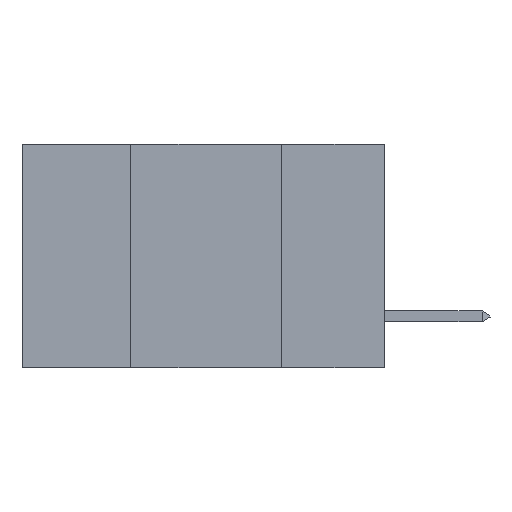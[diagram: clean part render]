
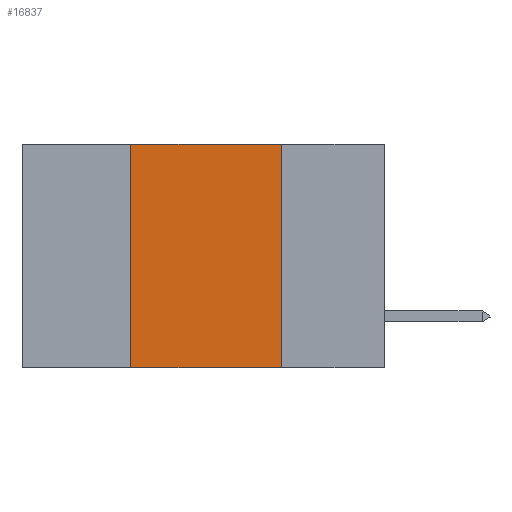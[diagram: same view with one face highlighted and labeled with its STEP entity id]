
A CAD part, left-side view. The second image highlights one B-rep face of the part: STEP entity #16837.
In plain terms, the highlighted planar face has unit normal (-1, 0, 0).
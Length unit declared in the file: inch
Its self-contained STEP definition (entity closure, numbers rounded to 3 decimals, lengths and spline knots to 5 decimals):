
#353 = ORIENTED_EDGE ( 'NONE', *, *, #3223, .F. ) ;
#770 = DIRECTION ( 'NONE',  ( 0., 0., -1. ) ) ;
#904 = PLANE ( 'NONE',  #16828 ) ;
#1900 = VERTEX_POINT ( 'NONE', #2156 ) ;
#2156 = CARTESIAN_POINT ( 'NONE',  ( 0., 0.42, 0. ) ) ;
#3023 = LINE ( 'NONE', #3697, #17040 ) ;
#3223 = EDGE_CURVE ( 'NONE', #11935, #1900, #19103, .T. ) ;
#3697 = CARTESIAN_POINT ( 'NONE',  ( 0., 0.17, 0. ) ) ;
#6596 = DIRECTION ( 'NONE',  ( 0., -1., 0. ) ) ;
#7038 = DIRECTION ( 'NONE',  ( 0., 0., -1. ) ) ;
#7335 = EDGE_CURVE ( 'NONE', #11345, #20122, #3023, .T. ) ;
#8033 = EDGE_LOOP ( 'NONE', ( #14492, #17542, #353, #14093 ) ) ;
#8096 = CARTESIAN_POINT ( 'NONE',  ( 0., 0.17, -0.37 ) ) ;
#8364 = VECTOR ( 'NONE', #17514, 39.37008 ) ;
#8472 = LINE ( 'NONE', #9692, #15705 ) ;
#8999 = EDGE_CURVE ( 'NONE', #11935, #20122, #8472, .T. ) ;
#9290 = DIRECTION ( 'NONE',  ( 0., -1., 0. ) ) ;
#9692 = CARTESIAN_POINT ( 'NONE',  ( 0., 0.6, -0.37 ) ) ;
#11345 = VERTEX_POINT ( 'NONE', #15249 ) ;
#11837 = EDGE_CURVE ( 'NONE', #1900, #11345, #13856, .T. ) ;
#11935 = VERTEX_POINT ( 'NONE', #12349 ) ;
#12349 = CARTESIAN_POINT ( 'NONE',  ( 0., 0.42, -0.37 ) ) ;
#13662 = CARTESIAN_POINT ( 'NONE',  ( 0., 0.6, 0. ) ) ;
#13856 = LINE ( 'NONE', #18872, #20129 ) ;
#14093 = ORIENTED_EDGE ( 'NONE', *, *, #8999, .T. ) ;
#14492 = ORIENTED_EDGE ( 'NONE', *, *, #7335, .F. ) ;
#15249 = CARTESIAN_POINT ( 'NONE',  ( 0., 0.17, 0. ) ) ;
#15323 = FACE_OUTER_BOUND ( 'NONE', #8033, .T. ) ;
#15705 = VECTOR ( 'NONE', #6596, 39.37008 ) ;
#16732 = DIRECTION ( 'NONE',  ( 1., 0., 0. ) ) ;
#16828 = AXIS2_PLACEMENT_3D ( 'NONE', #13662, #16732, #770 ) ;
#16837 = ADVANCED_FACE ( 'NONE', ( #15323 ), #904, .F. ) ;
#17040 = VECTOR ( 'NONE', #7038, 39.37008 ) ;
#17441 = CARTESIAN_POINT ( 'NONE',  ( 0., 0.42, 0. ) ) ;
#17514 = DIRECTION ( 'NONE',  ( 0., 0., 1. ) ) ;
#17542 = ORIENTED_EDGE ( 'NONE', *, *, #11837, .F. ) ;
#18872 = CARTESIAN_POINT ( 'NONE',  ( 0., 0.6, 0. ) ) ;
#19103 = LINE ( 'NONE', #17441, #8364 ) ;
#20122 = VERTEX_POINT ( 'NONE', #8096 ) ;
#20129 = VECTOR ( 'NONE', #9290, 39.37008 ) ;
